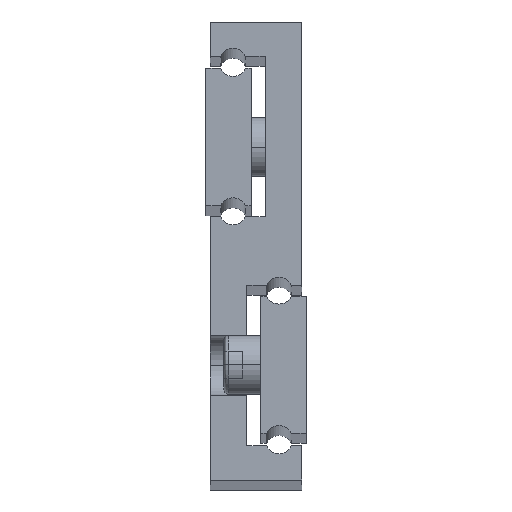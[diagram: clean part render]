
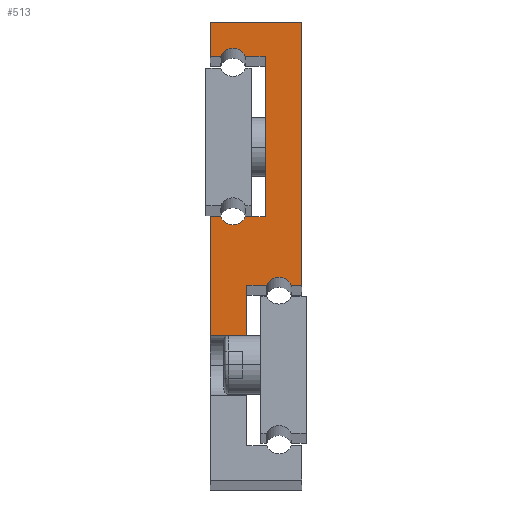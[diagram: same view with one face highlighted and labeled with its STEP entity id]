
A CAD part, top view. The second image highlights one B-rep face of the part: STEP entity #513.
In plain terms, the highlighted planar face has unit normal (0, 0, 1).
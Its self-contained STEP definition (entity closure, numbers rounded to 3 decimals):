
#27 = VERTEX_POINT ( 'NONE', #1555 ) ;
#37 = ORIENTED_EDGE ( 'NONE', *, *, #2091, .T. ) ;
#38 = CARTESIAN_POINT ( 'NONE',  ( 12., 92.5, 625. ) ) ;
#43 = DIRECTION ( 'NONE',  ( 1., 0., 0. ) ) ;
#45 = LINE ( 'NONE', #729, #448 ) ;
#81 = VERTEX_POINT ( 'NONE', #1918 ) ;
#135 = VECTOR ( 'NONE', #269, 1000. ) ;
#150 = VERTEX_POINT ( 'NONE', #2099 ) ;
#154 = CARTESIAN_POINT ( 'NONE',  ( 0., 57.5, 625. ) ) ;
#162 = VECTOR ( 'NONE', #43, 1000. ) ;
#164 = LINE ( 'NONE', #1700, #654 ) ;
#170 = EDGE_CURVE ( 'NONE', #1774, #943, #1939, .T. ) ;
#174 = ORIENTED_EDGE ( 'NONE', *, *, #1368, .T. ) ;
#184 = VERTEX_POINT ( 'NONE', #1230 ) ;
#193 = VECTOR ( 'NONE', #1148, 1000. ) ;
#220 = EDGE_CURVE ( 'NONE', #1615, #81, #1299, .T. ) ;
#232 = EDGE_LOOP ( 'NONE', ( #1439, #552, #1895, #1217, #242, #295, #1755, #174, #37, #1586, #574, #297, #880, #848, #2113, #1038 ) ) ;
#234 = DIRECTION ( 'NONE',  ( 1., 0., 0. ) ) ;
#237 = CARTESIAN_POINT ( 'NONE',  ( 8., 7.5, 625. ) ) ;
#242 = ORIENTED_EDGE ( 'NONE', *, *, #349, .T. ) ;
#257 = VERTEX_POINT ( 'NONE', #590 ) ;
#269 = DIRECTION ( 'NONE',  ( 0., 1., 0. ) ) ;
#280 = DIRECTION ( 'NONE',  ( 1., 0., 0. ) ) ;
#281 = VECTOR ( 'NONE', #1618, 1000. ) ;
#295 = ORIENTED_EDGE ( 'NONE', *, *, #2203, .T. ) ;
#297 = ORIENTED_EDGE ( 'NONE', *, *, #817, .T. ) ;
#301 = VECTOR ( 'NONE', #234, 1000. ) ;
#349 = EDGE_CURVE ( 'NONE', #375, #27, #1912, .T. ) ;
#365 = DIRECTION ( 'NONE',  ( -1., 0., 0. ) ) ;
#375 = VERTEX_POINT ( 'NONE', #832 ) ;
#387 = EDGE_CURVE ( 'NONE', #943, #1420, #2096, .T. ) ;
#423 = DIRECTION ( 'NONE',  ( 0., -1., 0. ) ) ;
#448 = VECTOR ( 'NONE', #1425, 1000. ) ;
#458 = CARTESIAN_POINT ( 'NONE',  ( 7.727, 92.5, 625. ) ) ;
#465 = DIRECTION ( 'NONE',  ( 1., 0., 0. ) ) ;
#467 = AXIS2_PLACEMENT_3D ( 'NONE', #1192, #1029, #465 ) ;
#508 = AXIS2_PLACEMENT_3D ( 'NONE', #1252, #1741, #365 ) ;
#513 = ADVANCED_FACE ( 'NONE', ( #1409 ), #1612, .F. ) ;
#539 = AXIS2_PLACEMENT_3D ( 'NONE', #1453, #779, #1966 ) ;
#552 = ORIENTED_EDGE ( 'NONE', *, *, #1825, .T. ) ;
#569 = CARTESIAN_POINT ( 'NONE',  ( 12., 57.5, 625. ) ) ;
#574 = ORIENTED_EDGE ( 'NONE', *, *, #387, .T. ) ;
#584 = LINE ( 'NONE', #237, #281 ) ;
#590 = CARTESIAN_POINT ( 'NONE',  ( 20., 100., 625. ) ) ;
#644 = DIRECTION ( 'NONE',  ( -1., 0., 0. ) ) ;
#654 = VECTOR ( 'NONE', #994, 1000. ) ;
#722 = DIRECTION ( 'NONE',  ( -1., 0., 0. ) ) ;
#729 = CARTESIAN_POINT ( 'NONE',  ( 20., 100., 625. ) ) ;
#736 = CARTESIAN_POINT ( 'NONE',  ( 0., 92.5, 625. ) ) ;
#742 = AXIS2_PLACEMENT_3D ( 'NONE', #1922, #2065, #722 ) ;
#779 = DIRECTION ( 'NONE',  ( 0., 0., -1. ) ) ;
#817 = EDGE_CURVE ( 'NONE', #1420, #975, #1864, .T. ) ;
#832 = CARTESIAN_POINT ( 'NONE',  ( 12.273, 42.5, 625. ) ) ;
#848 = ORIENTED_EDGE ( 'NONE', *, *, #1591, .T. ) ;
#880 = ORIENTED_EDGE ( 'NONE', *, *, #1436, .T. ) ;
#883 = LINE ( 'NONE', #1584, #162 ) ;
#890 = DIRECTION ( 'NONE',  ( -1., 0., 0. ) ) ;
#900 = EDGE_CURVE ( 'NONE', #1423, #150, #1134, .T. ) ;
#917 = VERTEX_POINT ( 'NONE', #1045 ) ;
#943 = VERTEX_POINT ( 'NONE', #1909 ) ;
#975 = VERTEX_POINT ( 'NONE', #38 ) ;
#994 = DIRECTION ( 'NONE',  ( 0., -1., 0. ) ) ;
#1023 = EDGE_CURVE ( 'NONE', #1568, #257, #1107, .T. ) ;
#1029 = DIRECTION ( 'NONE',  ( 0., 0., -1. ) ) ;
#1038 = ORIENTED_EDGE ( 'NONE', *, *, #2175, .T. ) ;
#1045 = CARTESIAN_POINT ( 'NONE',  ( 8., 31.5, 625. ) ) ;
#1107 = LINE ( 'NONE', #1960, #135 ) ;
#1108 = EDGE_CURVE ( 'NONE', #1135, #375, #1660, .T. ) ;
#1126 = CARTESIAN_POINT ( 'NONE',  ( 7.727, 57.5, 625. ) ) ;
#1134 = CIRCLE ( 'NONE', #742, 3. ) ;
#1135 = VERTEX_POINT ( 'NONE', #1470 ) ;
#1138 = EDGE_CURVE ( 'NONE', #917, #1135, #584, .T. ) ;
#1148 = DIRECTION ( 'NONE',  ( 0., -1., 0. ) ) ;
#1158 = VECTOR ( 'NONE', #423, 1000. ) ;
#1192 = CARTESIAN_POINT ( 'NONE',  ( 5., 91.25, 625. ) ) ;
#1217 = ORIENTED_EDGE ( 'NONE', *, *, #1108, .T. ) ;
#1230 = CARTESIAN_POINT ( 'NONE',  ( 0., 100., 625. ) ) ;
#1252 = CARTESIAN_POINT ( 'NONE',  ( 5., 58.75, 625. ) ) ;
#1260 = LINE ( 'NONE', #1407, #1389 ) ;
#1289 = LINE ( 'NONE', #1468, #1158 ) ;
#1299 = LINE ( 'NONE', #1311, #193 ) ;
#1306 = VECTOR ( 'NONE', #644, 1000. ) ;
#1311 = CARTESIAN_POINT ( 'NONE',  ( 0., 0., 625. ) ) ;
#1327 = LINE ( 'NONE', #2008, #1306 ) ;
#1368 = EDGE_CURVE ( 'NONE', #257, #184, #45, .T. ) ;
#1389 = VECTOR ( 'NONE', #2104, 1000. ) ;
#1407 = CARTESIAN_POINT ( 'NONE',  ( 20., 42.5, 625. ) ) ;
#1409 = FACE_OUTER_BOUND ( 'NONE', #232, .T. ) ;
#1420 = VERTEX_POINT ( 'NONE', #1943 ) ;
#1423 = VERTEX_POINT ( 'NONE', #1126 ) ;
#1425 = DIRECTION ( 'NONE',  ( -1., 0., 0. ) ) ;
#1429 = CARTESIAN_POINT ( 'NONE',  ( 0., 57.5, 625. ) ) ;
#1436 = EDGE_CURVE ( 'NONE', #975, #1781, #1289, .T. ) ;
#1439 = ORIENTED_EDGE ( 'NONE', *, *, #220, .T. ) ;
#1453 = CARTESIAN_POINT ( 'NONE',  ( 15., 41.25, 625. ) ) ;
#1468 = CARTESIAN_POINT ( 'NONE',  ( 12., 92.5, 625. ) ) ;
#1470 = CARTESIAN_POINT ( 'NONE',  ( 8., 42.5, 625. ) ) ;
#1555 = CARTESIAN_POINT ( 'NONE',  ( 17.727, 42.5, 625. ) ) ;
#1568 = VERTEX_POINT ( 'NONE', #2118 ) ;
#1584 = CARTESIAN_POINT ( 'NONE',  ( 0., 31.5, 625. ) ) ;
#1586 = ORIENTED_EDGE ( 'NONE', *, *, #170, .T. ) ;
#1591 = EDGE_CURVE ( 'NONE', #1781, #1423, #1327, .T. ) ;
#1610 = LINE ( 'NONE', #1429, #1744 ) ;
#1612 = PLANE ( 'NONE',  #508 ) ;
#1615 = VERTEX_POINT ( 'NONE', #154 ) ;
#1618 = DIRECTION ( 'NONE',  ( 0., 1., 0. ) ) ;
#1640 = CARTESIAN_POINT ( 'NONE',  ( 12.273, 42.5, 625. ) ) ;
#1655 = VECTOR ( 'NONE', #280, 1000. ) ;
#1660 = LINE ( 'NONE', #1640, #1655 ) ;
#1700 = CARTESIAN_POINT ( 'NONE',  ( 0., 100., 625. ) ) ;
#1741 = DIRECTION ( 'NONE',  ( 0., 0., -1. ) ) ;
#1744 = VECTOR ( 'NONE', #890, 1000. ) ;
#1755 = ORIENTED_EDGE ( 'NONE', *, *, #1023, .T. ) ;
#1774 = VERTEX_POINT ( 'NONE', #736 ) ;
#1781 = VERTEX_POINT ( 'NONE', #569 ) ;
#1782 = CARTESIAN_POINT ( 'NONE',  ( 0., 92.5, 625. ) ) ;
#1825 = EDGE_CURVE ( 'NONE', #81, #917, #883, .T. ) ;
#1854 = VECTOR ( 'NONE', #2183, 1000. ) ;
#1864 = LINE ( 'NONE', #458, #1854 ) ;
#1895 = ORIENTED_EDGE ( 'NONE', *, *, #1138, .T. ) ;
#1909 = CARTESIAN_POINT ( 'NONE',  ( 2.273, 92.5, 625. ) ) ;
#1912 = CIRCLE ( 'NONE', #539, 3. ) ;
#1918 = CARTESIAN_POINT ( 'NONE',  ( 0., 31.5, 625. ) ) ;
#1922 = CARTESIAN_POINT ( 'NONE',  ( 5., 58.75, 625. ) ) ;
#1939 = LINE ( 'NONE', #1782, #301 ) ;
#1943 = CARTESIAN_POINT ( 'NONE',  ( 7.727, 92.5, 625. ) ) ;
#1960 = CARTESIAN_POINT ( 'NONE',  ( 20., 100., 625. ) ) ;
#1966 = DIRECTION ( 'NONE',  ( -1., 0., 0. ) ) ;
#2008 = CARTESIAN_POINT ( 'NONE',  ( 7.727, 57.5, 625. ) ) ;
#2065 = DIRECTION ( 'NONE',  ( 0., 0., -1. ) ) ;
#2091 = EDGE_CURVE ( 'NONE', #184, #1774, #164, .T. ) ;
#2096 = CIRCLE ( 'NONE', #467, 3. ) ;
#2099 = CARTESIAN_POINT ( 'NONE',  ( 2.273, 57.5, 625. ) ) ;
#2104 = DIRECTION ( 'NONE',  ( 1., 0., 0. ) ) ;
#2113 = ORIENTED_EDGE ( 'NONE', *, *, #900, .T. ) ;
#2118 = CARTESIAN_POINT ( 'NONE',  ( 20., 42.5, 625. ) ) ;
#2175 = EDGE_CURVE ( 'NONE', #150, #1615, #1610, .T. ) ;
#2183 = DIRECTION ( 'NONE',  ( 1., 0., 0. ) ) ;
#2203 = EDGE_CURVE ( 'NONE', #27, #1568, #1260, .T. ) ;
